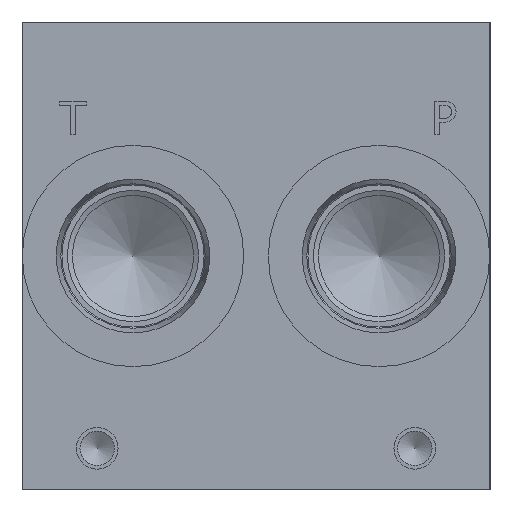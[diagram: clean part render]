
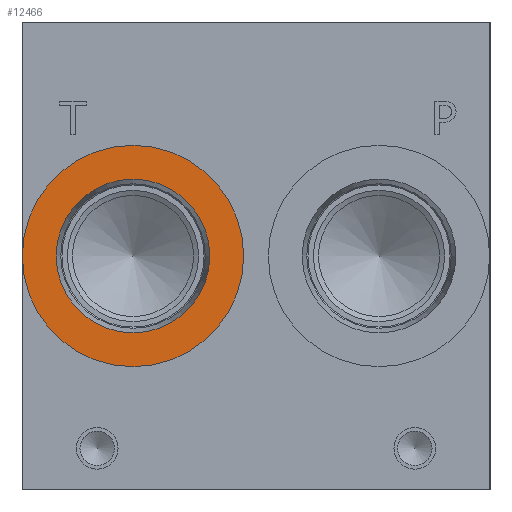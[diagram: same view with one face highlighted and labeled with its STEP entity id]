
A CAD part, left-side view. The second image highlights one B-rep face of the part: STEP entity #12466.
In plain terms, the highlighted planar face has unit normal (-1, 0, 0).
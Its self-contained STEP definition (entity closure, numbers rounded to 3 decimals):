
#220=CIRCLE('',#13038,21.019);
#221=CIRCLE('',#13039,21.019);
#222=CIRCLE('',#13041,14.592);
#223=CIRCLE('',#13042,14.592);
#502=FACE_BOUND('',#2122,.T.);
#864=PLANE('',#13040);
#1407=FACE_OUTER_BOUND('',#2121,.T.);
#2121=EDGE_LOOP('',(#10626,#10627));
#2122=EDGE_LOOP('',(#10628,#10629));
#5838=VERTEX_POINT('',#21111);
#5839=VERTEX_POINT('',#21113);
#5840=VERTEX_POINT('',#21117);
#5841=VERTEX_POINT('',#21118);
#7500=EDGE_CURVE('',#5838,#5839,#220,.T.);
#7501=EDGE_CURVE('',#5839,#5838,#221,.T.);
#7502=EDGE_CURVE('',#5840,#5841,#222,.T.);
#7503=EDGE_CURVE('',#5841,#5840,#223,.T.);
#10626=ORIENTED_EDGE('',*,*,#7501,.F.);
#10627=ORIENTED_EDGE('',*,*,#7500,.F.);
#10628=ORIENTED_EDGE('',*,*,#7502,.T.);
#10629=ORIENTED_EDGE('',*,*,#7503,.T.);
#12466=ADVANCED_FACE('',(#1407,#502),#864,.F.);
#13038=AXIS2_PLACEMENT_3D('',#21114,#15255,#15256);
#13039=AXIS2_PLACEMENT_3D('',#21115,#15257,#15258);
#13040=AXIS2_PLACEMENT_3D('',#21116,#15259,#15260);
#13041=AXIS2_PLACEMENT_3D('',#21119,#15261,#15262);
#13042=AXIS2_PLACEMENT_3D('',#21120,#15263,#15264);
#15255=DIRECTION('center_axis',(1.,0.,0.));
#15256=DIRECTION('ref_axis',(0.,0.,-1.));
#15257=DIRECTION('center_axis',(1.,0.,0.));
#15258=DIRECTION('ref_axis',(0.,0.,-1.));
#15259=DIRECTION('center_axis',(1.,0.,0.));
#15260=DIRECTION('ref_axis',(0.,0.,-1.));
#15261=DIRECTION('center_axis',(1.,0.,0.));
#15262=DIRECTION('ref_axis',(0.,0.,-1.));
#15263=DIRECTION('center_axis',(1.,0.,0.));
#15264=DIRECTION('ref_axis',(0.,0.,-1.));
#21111=CARTESIAN_POINT('',(0.787,67.818,23.432));
#21113=CARTESIAN_POINT('',(0.787,67.818,65.469));
#21114=CARTESIAN_POINT('Origin',(0.787,67.818,44.45));
#21115=CARTESIAN_POINT('Origin',(0.787,67.818,44.45));
#21116=CARTESIAN_POINT('Origin',(0.787,67.818,59.042));
#21117=CARTESIAN_POINT('',(0.787,67.818,59.042));
#21118=CARTESIAN_POINT('',(0.787,67.818,29.858));
#21119=CARTESIAN_POINT('Origin',(0.787,67.818,44.45));
#21120=CARTESIAN_POINT('Origin',(0.787,67.818,44.45));
